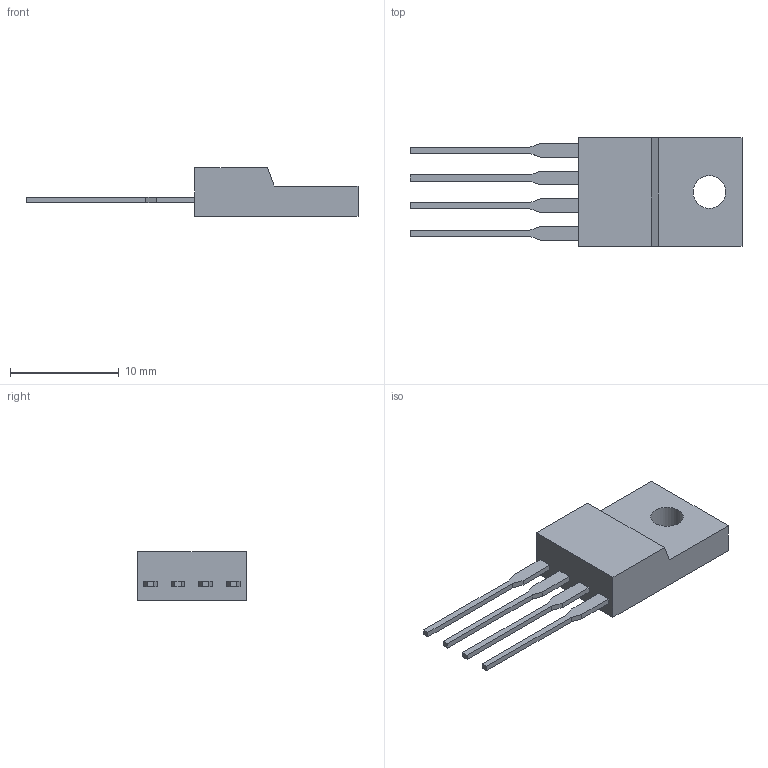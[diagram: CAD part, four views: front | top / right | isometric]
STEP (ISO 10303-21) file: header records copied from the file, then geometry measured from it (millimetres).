
FILE_DESCRIPTION(('FreeCAD Model'),'2;1');
FILE_NAME('Open CASCADE Shape Model','2023-04-02T19:32:20',('Author'),( ''),'Open CASCADE STEP processor 7.6','FreeCAD','Unknown');
FILE_SCHEMA(('AUTOMOTIVE_DESIGN { 1 0 10303 214 1 1 1 1 }'));
Length unit declared in the file: millimetre
Products named in the file (1): Body
Bounding box: 30.5 x 10 x 4.5 mm (x, y, z)
Volume: 542.4 mm3; surface area: 658.9 mm2
Topology: 1 solids, 1 shells, 45 faces, 117 edges, 78 vertices
Faces by surface type: plane 44, cylinder 1
Full cylindrical faces by diameter (mm): 3 x1
Entity records: 3217 total; most frequent: CARTESIAN_POINT 475, DIRECTION 445, LINE 347, VECTOR 347, ORIENTED_EDGE 234, PCURVE 234, DEFINITIONAL_REPRESENTATION 234, EDGE_CURVE 117
